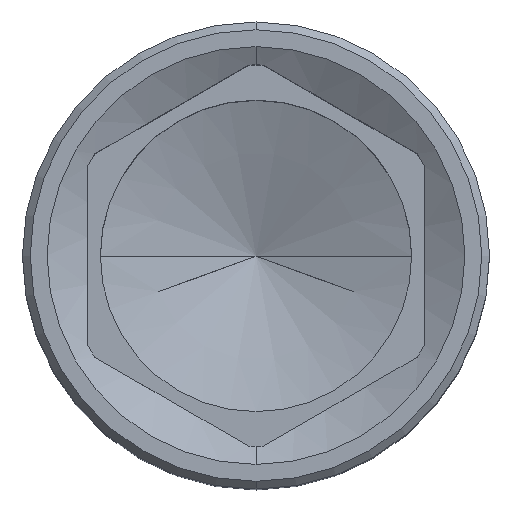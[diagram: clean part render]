
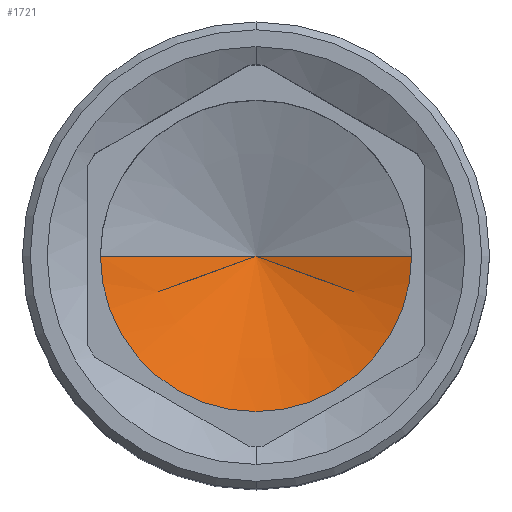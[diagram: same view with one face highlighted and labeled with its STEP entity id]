
A CAD part, top view. The second image highlights one B-rep face of the part: STEP entity #1721.
In plain terms, the highlighted conical face has half-angle 70 degrees and reference radius 3.062 mm.
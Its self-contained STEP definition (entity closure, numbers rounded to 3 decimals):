
#325=CARTESIAN_POINT('',(0.,0.,86.));
#326=DIRECTION('',(0.,0.,1.));
#327=DIRECTION('',(-1.,0.,0.));
#328=AXIS2_PLACEMENT_3D('',#325,#326,#327);
#343=DIRECTION('',(-0.94,0.,0.342));
#344=VECTOR('',#343,6.385);
#345=CARTESIAN_POINT('',(0.,0.,83.816));
#346=LINE('',#345,#344);
#347=DIRECTION('',(0.94,0.,0.342));
#348=VECTOR('',#347,6.385);
#349=CARTESIAN_POINT('',(0.,0.,83.816));
#350=LINE('',#349,#348);
#1306=CARTESIAN_POINT('',(0.,0.,83.816));
#1307=CARTESIAN_POINT('',(-6.,0.,86.));
#1308=VERTEX_POINT('',#1306);
#1309=VERTEX_POINT('',#1307);
#1310=CARTESIAN_POINT('',(6.,0.,86.));
#1311=VERTEX_POINT('',#1310);
#1711=CARTESIAN_POINT('',(0.,0.,84.931));
#1712=DIRECTION('',(0.,0.,1.));
#1713=DIRECTION('',(-1.,0.,0.));
#1714=AXIS2_PLACEMENT_3D('',#1711,#1712,#1713);
#1715=CONICAL_SURFACE('',#1714,3.062,70.);
#1716=ORIENTED_EDGE('',*,*,#1703,.F.);
#1717=ORIENTED_EDGE('',*,*,#1706,.T.);
#1718=ORIENTED_EDGE('',*,*,#1678,.F.);
#1719=EDGE_LOOP('',(#1716,#1717,#1718));
#1720=FACE_OUTER_BOUND('',#1719,.F.);
#1721=ADVANCED_FACE('',(#1720),#1715,.F.);
#329=CIRCLE('',#328,6.);
#1678=EDGE_CURVE('',#1309,#1311,#329,.T.);
#1703=EDGE_CURVE('',#1308,#1309,#346,.T.);
#1706=EDGE_CURVE('',#1308,#1311,#350,.T.);
